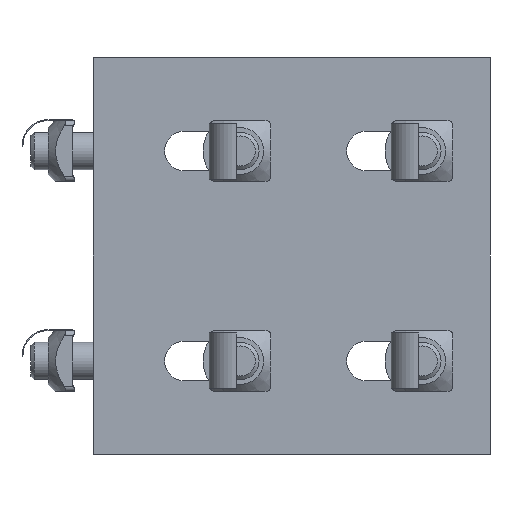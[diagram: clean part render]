
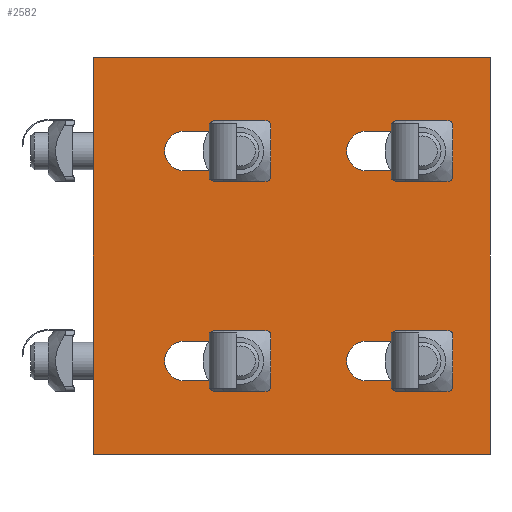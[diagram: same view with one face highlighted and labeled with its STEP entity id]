
A CAD part, front view. The second image highlights one B-rep face of the part: STEP entity #2582.
In plain terms, the highlighted planar face has unit normal (0, -1, 0).
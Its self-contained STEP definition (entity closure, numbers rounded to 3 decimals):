
#145=FACE_BOUND('',#490,.T.);
#146=FACE_BOUND('',#491,.T.);
#147=FACE_BOUND('',#492,.T.);
#148=FACE_BOUND('',#493,.T.);
#227=PLANE('',#2907);
#344=FACE_OUTER_BOUND('',#489,.T.);
#489=EDGE_LOOP('',(#2162,#2163,#2164,#2165));
#490=EDGE_LOOP('',(#2166,#2167,#2168,#2169));
#491=EDGE_LOOP('',(#2170,#2171,#2172,#2173));
#492=EDGE_LOOP('',(#2174,#2175,#2176,#2177));
#493=EDGE_LOOP('',(#2178,#2179,#2180,#2181));
#647=LINE('',#4250,#862);
#651=LINE('',#4260,#866);
#655=LINE('',#4274,#870);
#659=LINE('',#4284,#874);
#662=LINE('',#4292,#877);
#666=LINE('',#4304,#881);
#671=LINE('',#4322,#886);
#675=LINE('',#4332,#890);
#691=LINE('',#4402,#906);
#698=LINE('',#4419,#913);
#699=LINE('',#4422,#914);
#700=LINE('',#4423,#915);
#862=VECTOR('',#3370,10.);
#866=VECTOR('',#3382,10.);
#870=VECTOR('',#3394,10.);
#874=VECTOR('',#3406,10.);
#877=VECTOR('',#3411,10.);
#881=VECTOR('',#3423,10.);
#886=VECTOR('',#3442,10.);
#890=VECTOR('',#3454,10.);
#906=VECTOR('',#3504,10.);
#913=VECTOR('',#3521,10.);
#914=VECTOR('',#3524,10.);
#915=VECTOR('',#3525,10.);
#1047=CIRCLE('',#2855,4.25);
#1049=CIRCLE('',#2859,4.25);
#1051=CIRCLE('',#2863,4.25);
#1053=CIRCLE('',#2867,4.25);
#1055=CIRCLE('',#2872,4.25);
#1057=CIRCLE('',#2876,4.25);
#1059=CIRCLE('',#2879,4.25);
#1061=CIRCLE('',#2883,4.25);
#1221=VERTEX_POINT('',#4241);
#1222=VERTEX_POINT('',#4243);
#1224=VERTEX_POINT('',#4249);
#1226=VERTEX_POINT('',#4255);
#1229=VERTEX_POINT('',#4265);
#1230=VERTEX_POINT('',#4267);
#1232=VERTEX_POINT('',#4273);
#1234=VERTEX_POINT('',#4279);
#1237=VERTEX_POINT('',#4289);
#1238=VERTEX_POINT('',#4291);
#1240=VERTEX_POINT('',#4297);
#1242=VERTEX_POINT('',#4303);
#1245=VERTEX_POINT('',#4313);
#1246=VERTEX_POINT('',#4315);
#1248=VERTEX_POINT('',#4321);
#1250=VERTEX_POINT('',#4327);
#1262=VERTEX_POINT('',#4399);
#1263=VERTEX_POINT('',#4401);
#1268=VERTEX_POINT('',#4417);
#1269=VERTEX_POINT('',#4421);
#1514=EDGE_CURVE('',#1222,#1221,#1047,.T.);
#1517=EDGE_CURVE('',#1224,#1222,#647,.T.);
#1520=EDGE_CURVE('',#1226,#1224,#1049,.T.);
#1523=EDGE_CURVE('',#1221,#1226,#651,.T.);
#1526=EDGE_CURVE('',#1230,#1229,#1051,.T.);
#1529=EDGE_CURVE('',#1232,#1230,#655,.T.);
#1532=EDGE_CURVE('',#1234,#1232,#1053,.T.);
#1535=EDGE_CURVE('',#1229,#1234,#659,.T.);
#1538=EDGE_CURVE('',#1238,#1237,#662,.T.);
#1541=EDGE_CURVE('',#1240,#1238,#1055,.T.);
#1544=EDGE_CURVE('',#1242,#1240,#666,.T.);
#1547=EDGE_CURVE('',#1237,#1242,#1057,.T.);
#1550=EDGE_CURVE('',#1246,#1245,#1059,.T.);
#1553=EDGE_CURVE('',#1248,#1246,#671,.T.);
#1556=EDGE_CURVE('',#1250,#1248,#1061,.T.);
#1559=EDGE_CURVE('',#1245,#1250,#675,.T.);
#1583=EDGE_CURVE('',#1263,#1262,#691,.T.);
#1592=EDGE_CURVE('',#1262,#1268,#698,.T.);
#1593=EDGE_CURVE('',#1268,#1269,#699,.T.);
#1594=EDGE_CURVE('',#1263,#1269,#700,.T.);
#2162=ORIENTED_EDGE('',*,*,#1593,.T.);
#2163=ORIENTED_EDGE('',*,*,#1594,.F.);
#2164=ORIENTED_EDGE('',*,*,#1583,.T.);
#2165=ORIENTED_EDGE('',*,*,#1592,.T.);
#2166=ORIENTED_EDGE('',*,*,#1520,.T.);
#2167=ORIENTED_EDGE('',*,*,#1517,.T.);
#2168=ORIENTED_EDGE('',*,*,#1514,.T.);
#2169=ORIENTED_EDGE('',*,*,#1523,.T.);
#2170=ORIENTED_EDGE('',*,*,#1532,.T.);
#2171=ORIENTED_EDGE('',*,*,#1529,.T.);
#2172=ORIENTED_EDGE('',*,*,#1526,.T.);
#2173=ORIENTED_EDGE('',*,*,#1535,.T.);
#2174=ORIENTED_EDGE('',*,*,#1544,.T.);
#2175=ORIENTED_EDGE('',*,*,#1541,.T.);
#2176=ORIENTED_EDGE('',*,*,#1538,.T.);
#2177=ORIENTED_EDGE('',*,*,#1547,.T.);
#2178=ORIENTED_EDGE('',*,*,#1556,.T.);
#2179=ORIENTED_EDGE('',*,*,#1553,.T.);
#2180=ORIENTED_EDGE('',*,*,#1550,.T.);
#2181=ORIENTED_EDGE('',*,*,#1559,.T.);
#2582=ADVANCED_FACE('',(#344,#145,#146,#147,#148),#227,.T.);
#2855=AXIS2_PLACEMENT_3D('',#4244,#3364,#3365);
#2859=AXIS2_PLACEMENT_3D('',#4256,#3376,#3377);
#2863=AXIS2_PLACEMENT_3D('',#4268,#3388,#3389);
#2867=AXIS2_PLACEMENT_3D('',#4280,#3400,#3401);
#2872=AXIS2_PLACEMENT_3D('',#4298,#3417,#3418);
#2876=AXIS2_PLACEMENT_3D('',#4308,#3429,#3430);
#2879=AXIS2_PLACEMENT_3D('',#4316,#3436,#3437);
#2883=AXIS2_PLACEMENT_3D('',#4328,#3448,#3449);
#2907=AXIS2_PLACEMENT_3D('',#4420,#3522,#3523);
#3364=DIRECTION('center_axis',(0.,1.,0.));
#3365=DIRECTION('ref_axis',(0.,0.,-1.));
#3370=DIRECTION('',(1.,0.,0.));
#3376=DIRECTION('center_axis',(0.,1.,0.));
#3377=DIRECTION('ref_axis',(0.,0.,1.));
#3382=DIRECTION('',(-1.,0.,0.));
#3388=DIRECTION('center_axis',(0.,1.,0.));
#3389=DIRECTION('ref_axis',(0.,0.,-1.));
#3394=DIRECTION('',(1.,0.,0.));
#3400=DIRECTION('center_axis',(0.,1.,0.));
#3401=DIRECTION('ref_axis',(0.,0.,1.));
#3406=DIRECTION('',(-1.,0.,0.));
#3411=DIRECTION('',(1.,0.,0.));
#3417=DIRECTION('center_axis',(0.,1.,0.));
#3418=DIRECTION('ref_axis',(0.,0.,-1.));
#3423=DIRECTION('',(-1.,0.,0.));
#3429=DIRECTION('center_axis',(0.,1.,0.));
#3430=DIRECTION('ref_axis',(0.,0.,1.));
#3436=DIRECTION('center_axis',(0.,1.,0.));
#3437=DIRECTION('ref_axis',(0.,0.,-1.));
#3442=DIRECTION('',(1.,0.,0.));
#3448=DIRECTION('center_axis',(0.,1.,0.));
#3449=DIRECTION('ref_axis',(0.,0.,1.));
#3454=DIRECTION('',(-1.,0.,0.));
#3504=DIRECTION('',(1.,0.,0.));
#3521=DIRECTION('',(0.,0.,1.));
#3522=DIRECTION('center_axis',(0.,-1.,0.));
#3523=DIRECTION('ref_axis',(0.,0.,-1.));
#3524=DIRECTION('',(-1.,0.,0.));
#3525=DIRECTION('',(0.,0.,1.));
#4241=CARTESIAN_POINT('',(27.5,-4.,-26.75));
#4243=CARTESIAN_POINT('',(27.5,-4.,-18.25));
#4244=CARTESIAN_POINT('Origin',(27.5,-4.,-22.5));
#4249=CARTESIAN_POINT('',(15.5,-4.,-18.25));
#4250=CARTESIAN_POINT('',(54.25,-4.,-18.25));
#4255=CARTESIAN_POINT('',(15.5,-4.,-26.75));
#4256=CARTESIAN_POINT('Origin',(15.5,-4.,-22.5));
#4260=CARTESIAN_POINT('',(48.25,-4.,-26.75));
#4265=CARTESIAN_POINT('',(27.5,-4.,18.25));
#4267=CARTESIAN_POINT('',(27.5,-4.,26.75));
#4268=CARTESIAN_POINT('Origin',(27.5,-4.,22.5));
#4273=CARTESIAN_POINT('',(15.5,-4.,26.75));
#4274=CARTESIAN_POINT('',(54.25,-4.,26.75));
#4279=CARTESIAN_POINT('',(15.5,-4.,18.25));
#4280=CARTESIAN_POINT('Origin',(15.5,-4.,22.5));
#4284=CARTESIAN_POINT('',(48.25,-4.,18.25));
#4289=CARTESIAN_POINT('',(66.5,-4.,-18.25));
#4291=CARTESIAN_POINT('',(54.5,-4.,-18.25));
#4292=CARTESIAN_POINT('',(73.75,-4.,-18.25));
#4297=CARTESIAN_POINT('',(54.5,-4.,-26.75));
#4298=CARTESIAN_POINT('Origin',(54.5,-4.,-22.5));
#4303=CARTESIAN_POINT('',(66.5,-4.,-26.75));
#4304=CARTESIAN_POINT('',(67.75,-4.,-26.75));
#4308=CARTESIAN_POINT('Origin',(66.5,-4.,-22.5));
#4313=CARTESIAN_POINT('',(66.5,-4.,18.25));
#4315=CARTESIAN_POINT('',(66.5,-4.,26.75));
#4316=CARTESIAN_POINT('Origin',(66.5,-4.,22.5));
#4321=CARTESIAN_POINT('',(54.5,-4.,26.75));
#4322=CARTESIAN_POINT('',(73.75,-4.,26.75));
#4327=CARTESIAN_POINT('',(54.5,-4.,18.25));
#4328=CARTESIAN_POINT('Origin',(54.5,-4.,22.5));
#4332=CARTESIAN_POINT('',(67.75,-4.,18.25));
#4399=CARTESIAN_POINT('',(81.,-4.,-42.5));
#4401=CARTESIAN_POINT('',(-4.,-4.,-42.5));
#4402=CARTESIAN_POINT('',(-4.,-4.,-42.5));
#4417=CARTESIAN_POINT('',(81.,-4.,42.5));
#4419=CARTESIAN_POINT('',(81.,-4.,0.));
#4420=CARTESIAN_POINT('Origin',(81.,-4.,0.));
#4421=CARTESIAN_POINT('',(-4.,-4.,42.5));
#4422=CARTESIAN_POINT('',(-4.,-4.,42.5));
#4423=CARTESIAN_POINT('',(-4.,-4.,0.));
